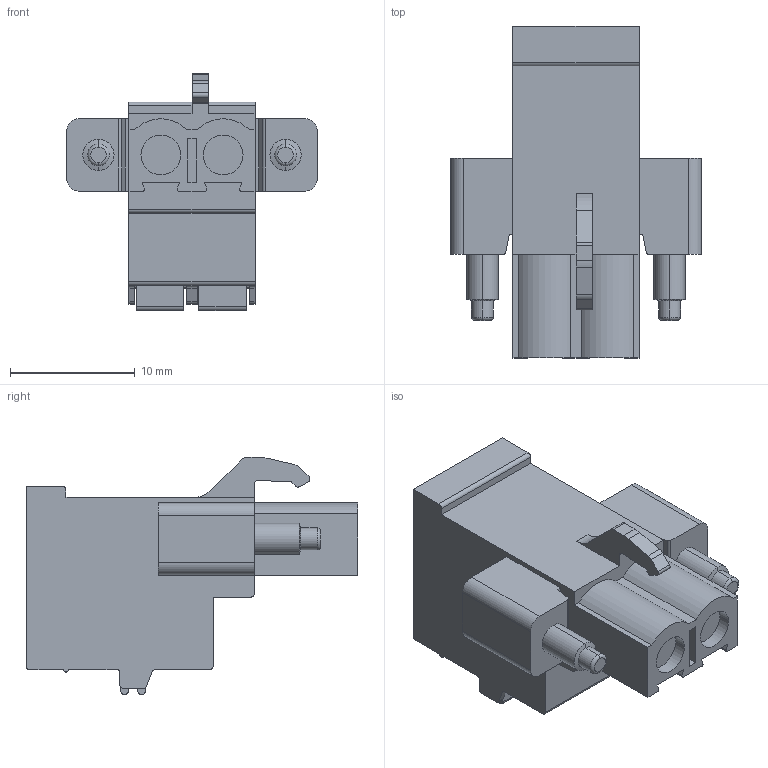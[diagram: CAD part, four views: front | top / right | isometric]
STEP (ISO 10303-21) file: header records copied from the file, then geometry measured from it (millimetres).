
FILE_DESCRIPTION((''),'2;1');
FILE_NAME('TLPSW-201RL-XXP-X','2024-09-23T14:40:54',('tluser'),(''),'CREO PARAMETRIC BY PTC INC, 2018100','CREO PARAMETRIC BY PTC INC, 2018100','');
FILE_SCHEMA(('CONFIG_CONTROL_DESIGN'));
Length unit declared in the file: millimetre
Products named in the file (1): TLPSW-201RL-XXP-X
Bounding box: 20.1 x 26.6 x 19 mm (x, y, z)
Volume: 3098.1 mm3; surface area: 2181.6 mm2
Topology: 1 solids, 1 shells, 188 faces, 492 edges, 324 vertices
Faces by surface type: plane 113, cylinder 67, cone 4, torus 4
Entity records: 5828 total; most frequent: DIRECTION 1018, CARTESIAN_POINT 1004, ORIENTED_EDGE 984, EDGE_CURVE 492, VECTOR 342, LINE 342, AXIS2_PLACEMENT_3D 338, VERTEX_POINT 324
